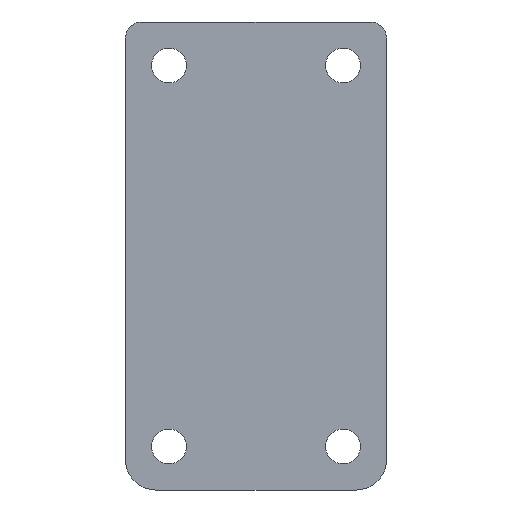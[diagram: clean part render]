
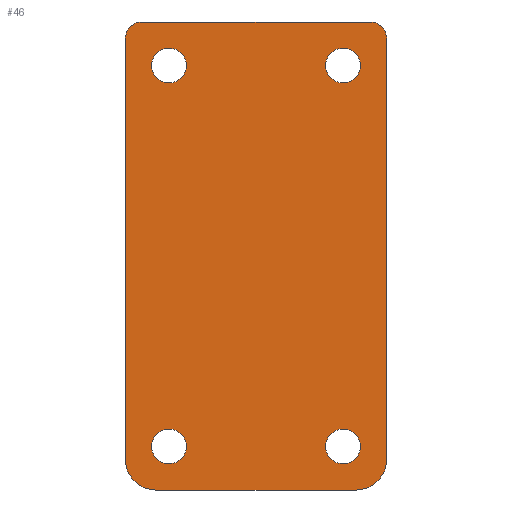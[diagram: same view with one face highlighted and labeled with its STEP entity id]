
A CAD part, front view. The second image highlights one B-rep face of the part: STEP entity #46.
In plain terms, the highlighted planar face has unit normal (0, -1, 0).
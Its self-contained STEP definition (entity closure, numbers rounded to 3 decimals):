
#6 = CIRCLE ( 'NONE', #778, 1.6 ) ;
#7 = LINE ( 'NONE', #532, #473 ) ;
#15 = CARTESIAN_POINT ( 'NONE',  ( -8., 38., -39. ) ) ;
#16 = FACE_BOUND ( 'NONE', #736, .T. ) ;
#18 = ORIENTED_EDGE ( 'NONE', *, *, #231, .F. ) ;
#27 = VERTEX_POINT ( 'NONE', #495 ) ;
#30 = ORIENTED_EDGE ( 'NONE', *, *, #200, .F. ) ;
#46 = ADVANCED_FACE ( 'NONE', ( #16, #224, #275, #798, #494 ), #734, .F. ) ;
#49 = AXIS2_PLACEMENT_3D ( 'NONE', #270, #598, #731 ) ;
#50 = CIRCLE ( 'NONE', #205, 1.6 ) ;
#51 = EDGE_CURVE ( 'NONE', #325, #794, #182, .T. ) ;
#65 = CARTESIAN_POINT ( 'NONE',  ( 9.2, 38., -43. ) ) ;
#74 = ORIENTED_EDGE ( 'NONE', *, *, #623, .T. ) ;
#76 = CARTESIAN_POINT ( 'NONE',  ( 10.5, 38., 0. ) ) ;
#77 = AXIS2_PLACEMENT_3D ( 'NONE', #635, #433, #697 ) ;
#89 = LINE ( 'NONE', #619, #555 ) ;
#95 = DIRECTION ( 'NONE',  ( 0., -1., 0. ) ) ;
#108 = ORIENTED_EDGE ( 'NONE', *, *, #696, .F. ) ;
#110 = DIRECTION ( 'NONE',  ( -1., 0., 0. ) ) ;
#116 = CARTESIAN_POINT ( 'NONE',  ( 10.5, 38., -1.5 ) ) ;
#124 = ORIENTED_EDGE ( 'NONE', *, *, #689, .F. ) ;
#125 = DIRECTION ( 'NONE',  ( 0., 0., 1. ) ) ;
#140 = EDGE_CURVE ( 'NONE', #698, #624, #640, .T. ) ;
#148 = CARTESIAN_POINT ( 'NONE',  ( -8., 38., -37.4 ) ) ;
#164 = DIRECTION ( 'NONE',  ( 0., -1., 0. ) ) ;
#171 = VECTOR ( 'NONE', #397, 1000. ) ;
#172 = VERTEX_POINT ( 'NONE', #757 ) ;
#173 = CIRCLE ( 'NONE', #669, 1.5 ) ;
#182 = CIRCLE ( 'NONE', #487, 2.8 ) ;
#184 = DIRECTION ( 'NONE',  ( 0., 0., -1. ) ) ;
#191 = EDGE_CURVE ( 'NONE', #698, #794, #236, .T. ) ;
#194 = CIRCLE ( 'NONE', #628, 1.6 ) ;
#200 = EDGE_CURVE ( 'NONE', #673, #810, #50, .T. ) ;
#203 = CARTESIAN_POINT ( 'NONE',  ( 9.2, 38., -40.2 ) ) ;
#205 = AXIS2_PLACEMENT_3D ( 'NONE', #825, #693, #574 ) ;
#214 = DIRECTION ( 'NONE',  ( 0., -1., 0. ) ) ;
#215 = ORIENTED_EDGE ( 'NONE', *, *, #300, .F. ) ;
#218 = VERTEX_POINT ( 'NONE', #508 ) ;
#224 = FACE_BOUND ( 'NONE', #360, .T. ) ;
#231 = EDGE_CURVE ( 'NONE', #466, #597, #6, .T. ) ;
#232 = CARTESIAN_POINT ( 'NONE',  ( 12., 38., -40.2 ) ) ;
#233 = CARTESIAN_POINT ( 'NONE',  ( 9.2, 38., -43. ) ) ;
#236 = LINE ( 'NONE', #233, #569 ) ;
#238 = CIRCLE ( 'NONE', #475, 1.5 ) ;
#242 = DIRECTION ( 'NONE',  ( 0., -1., 0. ) ) ;
#243 = ORIENTED_EDGE ( 'NONE', *, *, #140, .T. ) ;
#253 = CARTESIAN_POINT ( 'NONE',  ( -10.5, 38., -1.5 ) ) ;
#257 = DIRECTION ( 'NONE',  ( 0., -1., 0. ) ) ;
#264 = AXIS2_PLACEMENT_3D ( 'NONE', #203, #214, #745 ) ;
#270 = CARTESIAN_POINT ( 'NONE',  ( -8., 38., -4. ) ) ;
#272 = DIRECTION ( 'NONE',  ( -1., 0., 0. ) ) ;
#275 = FACE_BOUND ( 'NONE', #503, .T. ) ;
#288 = CARTESIAN_POINT ( 'NONE',  ( 0., 38., 0. ) ) ;
#291 = DIRECTION ( 'NONE',  ( 0., 0., 1. ) ) ;
#292 = ORIENTED_EDGE ( 'NONE', *, *, #799, .F. ) ;
#300 = EDGE_CURVE ( 'NONE', #172, #591, #448, .T. ) ;
#313 = CARTESIAN_POINT ( 'NONE',  ( -10.5, 38., 0. ) ) ;
#316 = CARTESIAN_POINT ( 'NONE',  ( 8., 38., -4. ) ) ;
#317 = EDGE_CURVE ( 'NONE', #27, #624, #7, .T. ) ;
#325 = VERTEX_POINT ( 'NONE', #454 ) ;
#349 = CARTESIAN_POINT ( 'NONE',  ( 8., 38., -5.6 ) ) ;
#350 = AXIS2_PLACEMENT_3D ( 'NONE', #288, #548, #481 ) ;
#360 = EDGE_LOOP ( 'NONE', ( #560, #215 ) ) ;
#368 = ORIENTED_EDGE ( 'NONE', *, *, #191, .F. ) ;
#380 = CIRCLE ( 'NONE', #710, 1.6 ) ;
#384 = DIRECTION ( 'NONE',  ( 0., -1., 0. ) ) ;
#397 = DIRECTION ( 'NONE',  ( 1., 0., 0. ) ) ;
#432 = DIRECTION ( 'NONE',  ( 1., 0., 0. ) ) ;
#433 = DIRECTION ( 'NONE',  ( 0., -1., 0. ) ) ;
#437 = AXIS2_PLACEMENT_3D ( 'NONE', #15, #95, #599 ) ;
#439 = ORIENTED_EDGE ( 'NONE', *, *, #51, .T. ) ;
#447 = CARTESIAN_POINT ( 'NONE',  ( 8., 38., -39. ) ) ;
#448 = CIRCLE ( 'NONE', #77, 1.6 ) ;
#454 = CARTESIAN_POINT ( 'NONE',  ( -12., 38., -40.2 ) ) ;
#466 = VERTEX_POINT ( 'NONE', #615 ) ;
#473 = VECTOR ( 'NONE', #786, 1000. ) ;
#475 = AXIS2_PLACEMENT_3D ( 'NONE', #116, #164, #432 ) ;
#480 = CARTESIAN_POINT ( 'NONE',  ( -8., 38., -2.4 ) ) ;
#481 = DIRECTION ( 'NONE',  ( 1., 0., 0. ) ) ;
#484 = EDGE_CURVE ( 'NONE', #553, #218, #755, .T. ) ;
#487 = AXIS2_PLACEMENT_3D ( 'NONE', #552, #818, #272 ) ;
#494 = FACE_OUTER_BOUND ( 'NONE', #660, .T. ) ;
#495 = CARTESIAN_POINT ( 'NONE',  ( 12., 38., -1.5 ) ) ;
#500 = ORIENTED_EDGE ( 'NONE', *, *, #484, .F. ) ;
#503 = EDGE_LOOP ( 'NONE', ( #30, #551 ) ) ;
#505 = CARTESIAN_POINT ( 'NONE',  ( 8., 38., -40.6 ) ) ;
#508 = CARTESIAN_POINT ( 'NONE',  ( -8., 38., -40.6 ) ) ;
#511 = DIRECTION ( 'NONE',  ( 0., 0., 1. ) ) ;
#520 = DIRECTION ( 'NONE',  ( 0., -1., 0. ) ) ;
#522 = EDGE_CURVE ( 'NONE', #325, #543, #89, .T. ) ;
#524 = DIRECTION ( 'NONE',  ( 0., 0., -1. ) ) ;
#527 = DIRECTION ( 'NONE',  ( 0., 0., -1. ) ) ;
#532 = CARTESIAN_POINT ( 'NONE',  ( 12., 38., -1.5 ) ) ;
#540 = EDGE_LOOP ( 'NONE', ( #18, #124 ) ) ;
#543 = VERTEX_POINT ( 'NONE', #808 ) ;
#548 = DIRECTION ( 'NONE',  ( 0., 1., 0. ) ) ;
#551 = ORIENTED_EDGE ( 'NONE', *, *, #759, .F. ) ;
#552 = CARTESIAN_POINT ( 'NONE',  ( -9.2, 38., -40.2 ) ) ;
#553 = VERTEX_POINT ( 'NONE', #148 ) ;
#555 = VECTOR ( 'NONE', #291, 1000. ) ;
#560 = ORIENTED_EDGE ( 'NONE', *, *, #838, .F. ) ;
#564 = VERTEX_POINT ( 'NONE', #812 ) ;
#569 = VECTOR ( 'NONE', #110, 1000. ) ;
#574 = DIRECTION ( 'NONE',  ( 0., 0., 1. ) ) ;
#576 = DIRECTION ( 'NONE',  ( 0., -1., 0. ) ) ;
#584 = CARTESIAN_POINT ( 'NONE',  ( -9.2, 38., -43. ) ) ;
#591 = VERTEX_POINT ( 'NONE', #480 ) ;
#597 = VERTEX_POINT ( 'NONE', #505 ) ;
#598 = DIRECTION ( 'NONE',  ( 0., -1., 0. ) ) ;
#599 = DIRECTION ( 'NONE',  ( 0., 0., 1. ) ) ;
#613 = AXIS2_PLACEMENT_3D ( 'NONE', #849, #257, #524 ) ;
#615 = CARTESIAN_POINT ( 'NONE',  ( 8., 38., -37.4 ) ) ;
#619 = CARTESIAN_POINT ( 'NONE',  ( -12., 38., -40.2 ) ) ;
#623 = EDGE_CURVE ( 'NONE', #27, #845, #238, .T. ) ;
#624 = VERTEX_POINT ( 'NONE', #232 ) ;
#628 = AXIS2_PLACEMENT_3D ( 'NONE', #447, #384, #527 ) ;
#629 = CIRCLE ( 'NONE', #613, 1.6 ) ;
#635 = CARTESIAN_POINT ( 'NONE',  ( -8., 38., -4. ) ) ;
#640 = CIRCLE ( 'NONE', #264, 2.8 ) ;
#660 = EDGE_LOOP ( 'NONE', ( #108, #740, #754, #439, #368, #243, #817, #74 ) ) ;
#669 = AXIS2_PLACEMENT_3D ( 'NONE', #253, #520, #125 ) ;
#673 = VERTEX_POINT ( 'NONE', #709 ) ;
#689 = EDGE_CURVE ( 'NONE', #597, #466, #194, .T. ) ;
#693 = DIRECTION ( 'NONE',  ( 0., -1., 0. ) ) ;
#696 = EDGE_CURVE ( 'NONE', #564, #845, #791, .T. ) ;
#697 = DIRECTION ( 'NONE',  ( 0., 0., -1. ) ) ;
#698 = VERTEX_POINT ( 'NONE', #65 ) ;
#709 = CARTESIAN_POINT ( 'NONE',  ( 8., 38., -2.4 ) ) ;
#710 = AXIS2_PLACEMENT_3D ( 'NONE', #316, #576, #184 ) ;
#724 = CIRCLE ( 'NONE', #49, 1.6 ) ;
#731 = DIRECTION ( 'NONE',  ( 0., 0., 1. ) ) ;
#734 = PLANE ( 'NONE',  #350 ) ;
#736 = EDGE_LOOP ( 'NONE', ( #500, #292 ) ) ;
#740 = ORIENTED_EDGE ( 'NONE', *, *, #784, .T. ) ;
#745 = DIRECTION ( 'NONE',  ( 0., 0., -1. ) ) ;
#754 = ORIENTED_EDGE ( 'NONE', *, *, #522, .F. ) ;
#755 = CIRCLE ( 'NONE', #437, 1.6 ) ;
#757 = CARTESIAN_POINT ( 'NONE',  ( -8., 38., -5.6 ) ) ;
#759 = EDGE_CURVE ( 'NONE', #810, #673, #380, .T. ) ;
#765 = CARTESIAN_POINT ( 'NONE',  ( 8., 38., -39. ) ) ;
#778 = AXIS2_PLACEMENT_3D ( 'NONE', #765, #242, #511 ) ;
#784 = EDGE_CURVE ( 'NONE', #564, #543, #173, .T. ) ;
#786 = DIRECTION ( 'NONE',  ( 0., 0., -1. ) ) ;
#791 = LINE ( 'NONE', #313, #171 ) ;
#794 = VERTEX_POINT ( 'NONE', #584 ) ;
#798 = FACE_BOUND ( 'NONE', #540, .T. ) ;
#799 = EDGE_CURVE ( 'NONE', #218, #553, #629, .T. ) ;
#808 = CARTESIAN_POINT ( 'NONE',  ( -12., 38., -1.5 ) ) ;
#810 = VERTEX_POINT ( 'NONE', #349 ) ;
#812 = CARTESIAN_POINT ( 'NONE',  ( -10.5, 38., 0. ) ) ;
#817 = ORIENTED_EDGE ( 'NONE', *, *, #317, .F. ) ;
#818 = DIRECTION ( 'NONE',  ( 0., -1., 0. ) ) ;
#825 = CARTESIAN_POINT ( 'NONE',  ( 8., 38., -4. ) ) ;
#838 = EDGE_CURVE ( 'NONE', #591, #172, #724, .T. ) ;
#845 = VERTEX_POINT ( 'NONE', #76 ) ;
#849 = CARTESIAN_POINT ( 'NONE',  ( -8., 38., -39. ) ) ;
